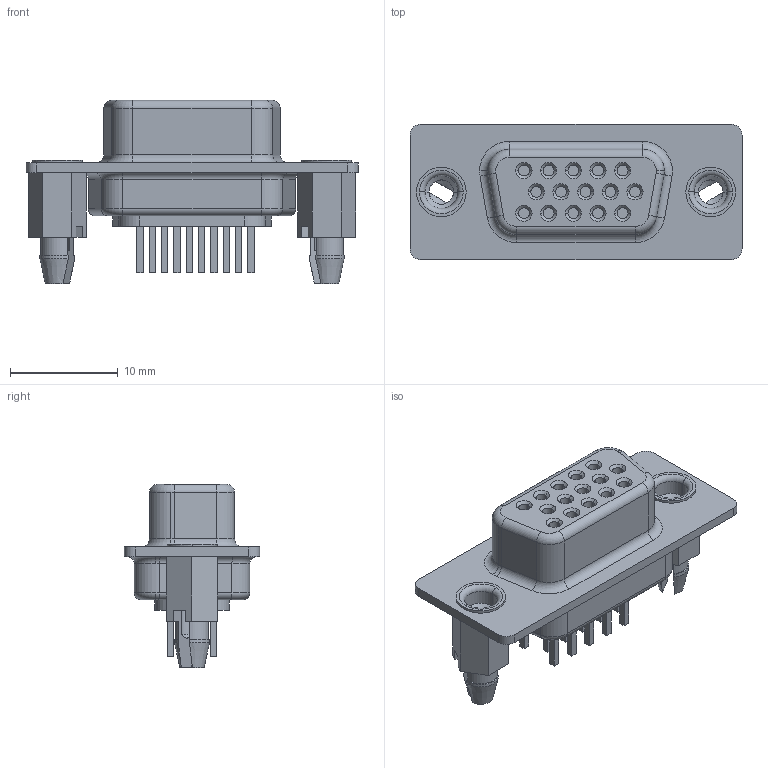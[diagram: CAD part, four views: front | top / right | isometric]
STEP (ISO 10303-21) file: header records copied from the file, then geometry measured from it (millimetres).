
FILE_DESCRIPTION (( 'STEP AP214' ), '1' );
FILE_NAME ('K86X(HT)-ED-15S-BR_rA3.STEP', '2012-08-17T23:37:27', ( 'Daniel' ), ( 'Microsoft' ), 'SwSTEP 2.0', 'SolidWorks 2012', '' );
FILE_SCHEMA (( 'AUTOMOTIVE_DESIGN' ));
Length unit declared in the file: millimetre
Products named in the file (1): K86X(HT)-ED-15S-BR_rA3
Bounding box: 30.81 x 12.55 x 17 mm (x, y, z)
Volume: 2060.2 mm3; surface area: 2035.5 mm2
Topology: 1 solids, 1 shells, 302 faces, 718 edges, 453 vertices
Faces by surface type: plane 145, cylinder 89, cone 44, torus 24
Entity records: 9723 total; most frequent: DIRECTION 1565, CARTESIAN_POINT 1556, ORIENTED_EDGE 1436, EDGE_CURVE 718, AXIS2_PLACEMENT_3D 558, VERTEX_POINT 453, LINE 449, VECTOR 449
